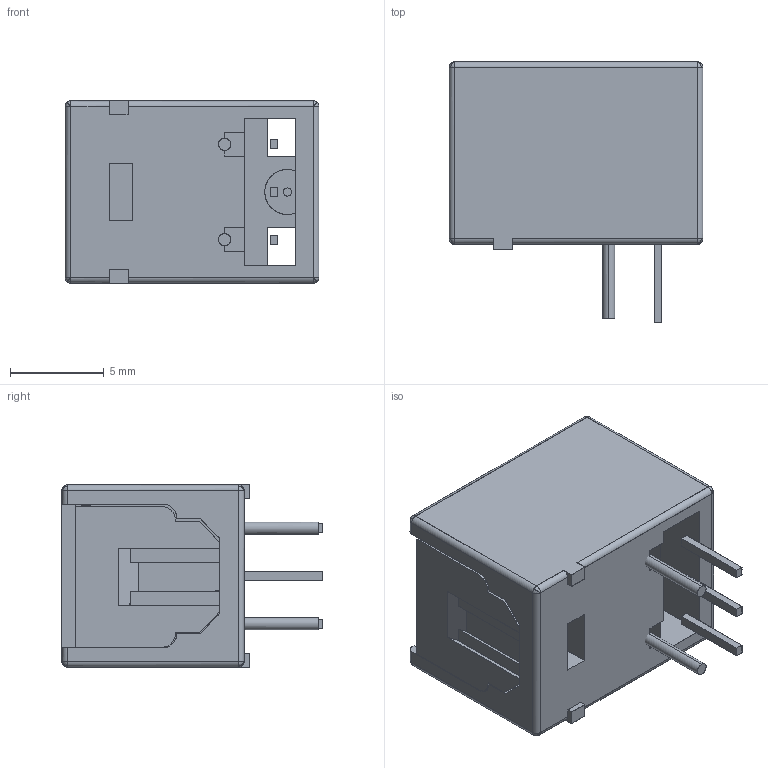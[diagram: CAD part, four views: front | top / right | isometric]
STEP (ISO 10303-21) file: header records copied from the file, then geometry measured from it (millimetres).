
FILE_DESCRIPTION(/* description */ (''),/* implementation_level */ '2;1');
FILE_NAME(/* name */ 'EAPLRAA10STEP',/* time_stamp */ '2016-11-07T17:49:33-06:00',/* author */ (''),/* organization */ (''),/* preprocessor_version */ 'ST-DEVELOPER v15',/* originating_system */ '',/* authorisation */ '');
FILE_SCHEMA (('AUTOMOTIVE_DESIGN'));
Length unit declared in the file: millimetre
Products named in the file (1): Document
Bounding box: 13.5 x 13.85 x 9.7 mm (x, y, z)
Surface area: 1092 mm2 (no closed solid volume)
Topology: 0 solids, 136 shells, 136 faces, 285 edges, 269 vertices
Faces by surface type: plane 91, bspline 45
Entity records: 4478 total; most frequent: CARTESIAN_POINT 2403, ORIENTED_EDGE 269, EDGE_CURVE 269, VERTEX_POINT 269, EDGE_LOOP 145, B_SPLINE_CURVE_WITH_KNOTS 139, PRESENTATION_LAYER_ASSIGNMENT 136, SHELL_BASED_SURFACE_MODEL 136
